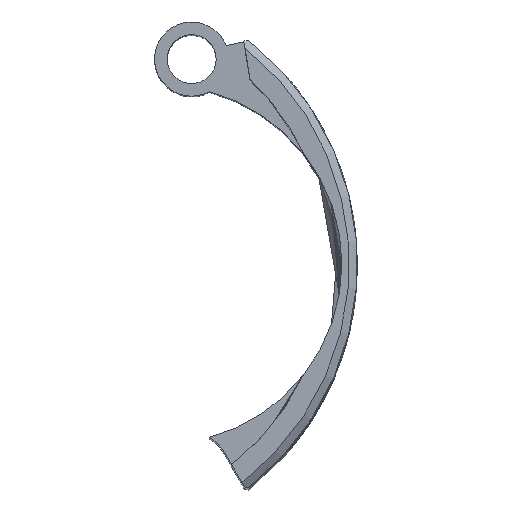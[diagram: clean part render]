
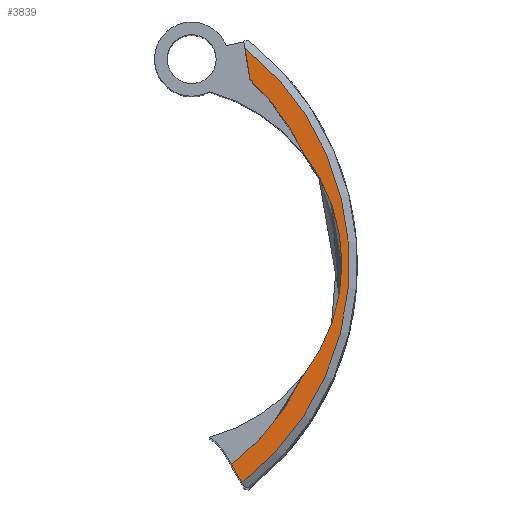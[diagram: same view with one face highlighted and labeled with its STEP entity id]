
A CAD part, top view. The second image highlights one B-rep face of the part: STEP entity #3839.
In plain terms, the highlighted planar face has unit normal (0, 0, 1).
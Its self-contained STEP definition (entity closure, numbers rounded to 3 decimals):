
#414=FACE_OUTER_BOUND('',#643,.T.);
#643=EDGE_LOOP('',(#2678,#2679,#2680,#2681,#2682,#2683));
#883=CIRCLE('',#4076,11.);
#922=CIRCLE('',#4122,15.7);
#923=CIRCLE('',#4123,16.95);
#924=CIRCLE('',#4124,15.7);
#1040=LINE('',#5888,#1304);
#1041=LINE('',#5892,#1305);
#1304=VECTOR('',#4501,10.);
#1305=VECTOR('',#4504,10.);
#1563=VERTEX_POINT('',#5317);
#1564=VERTEX_POINT('',#5319);
#1646=VERTEX_POINT('',#5885);
#1647=VERTEX_POINT('',#5887);
#1648=VERTEX_POINT('',#5889);
#1649=VERTEX_POINT('',#5891);
#1955=EDGE_CURVE('',#1564,#1563,#883,.T.);
#2049=EDGE_CURVE('',#1563,#1646,#922,.T.);
#2050=EDGE_CURVE('',#1646,#1647,#1040,.T.);
#2051=EDGE_CURVE('',#1648,#1647,#923,.T.);
#2052=EDGE_CURVE('',#1649,#1648,#1041,.T.);
#2053=EDGE_CURVE('',#1649,#1564,#924,.T.);
#2678=ORIENTED_EDGE('',*,*,#1955,.T.);
#2679=ORIENTED_EDGE('',*,*,#2049,.T.);
#2680=ORIENTED_EDGE('',*,*,#2050,.T.);
#2681=ORIENTED_EDGE('',*,*,#2051,.F.);
#2682=ORIENTED_EDGE('',*,*,#2052,.F.);
#2683=ORIENTED_EDGE('',*,*,#2053,.T.);
#3763=PLANE('',#4121);
#3839=ADVANCED_FACE('',(#414),#3763,.F.);
#4076=AXIS2_PLACEMENT_3D('',#5320,#4380,#4381);
#4121=AXIS2_PLACEMENT_3D('',#5884,#4497,#4498);
#4122=AXIS2_PLACEMENT_3D('',#5886,#4499,#4500);
#4123=AXIS2_PLACEMENT_3D('',#5890,#4502,#4503);
#4124=AXIS2_PLACEMENT_3D('',#5893,#4505,#4506);
#4380=DIRECTION('center_axis',(0.,0.,-1.));
#4381=DIRECTION('ref_axis',(1.,0.,0.));
#4497=DIRECTION('center_axis',(0.,0.,-1.));
#4498=DIRECTION('ref_axis',(-1.,0.,0.));
#4499=DIRECTION('center_axis',(0.,0.,-1.));
#4500=DIRECTION('ref_axis',(0.617,-0.787,0.));
#4501=DIRECTION('',(0.5,-0.866,0.));
#4502=DIRECTION('center_axis',(0.,0.,-1.));
#4503=DIRECTION('ref_axis',(1.,0.,0.));
#4504=DIRECTION('',(-0.164,0.986,0.));
#4505=DIRECTION('center_axis',(0.,0.,-1.));
#4506=DIRECTION('ref_axis',(0.617,-0.787,0.));
#5317=CARTESIAN_POINT('',(14.158,-6.785,86.));
#5319=CARTESIAN_POINT('',(14.158,6.785,86.));
#5320=CARTESIAN_POINT('Origin',(5.5,0.,86.));
#5884=CARTESIAN_POINT('Origin',(13.72,0.,86.));
#5885=CARTESIAN_POINT('',(9.737,-12.316,86.));
#5886=CARTESIAN_POINT('Origin',(0.,0.,86.));
#5887=CARTESIAN_POINT('',(10.369,-13.409,86.));
#5888=CARTESIAN_POINT('',(7.695,-8.778,86.));
#5889=CARTESIAN_POINT('',(10.545,13.271,86.));
#5890=CARTESIAN_POINT('Origin',(0.,0.,86.));
#5891=CARTESIAN_POINT('',(10.868,11.33,86.));
#5892=CARTESIAN_POINT('',(11.73,6.158,86.));
#5893=CARTESIAN_POINT('Origin',(0.,0.,86.));
